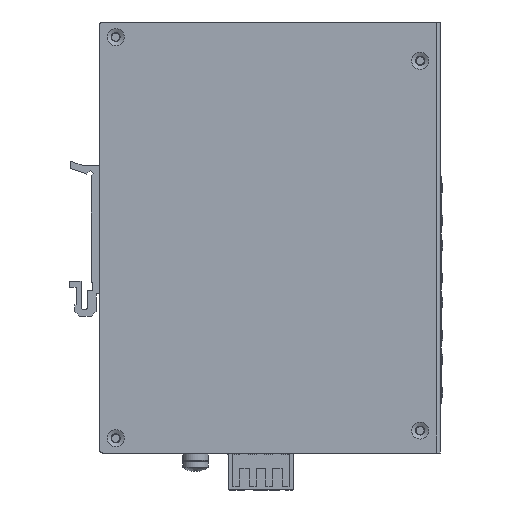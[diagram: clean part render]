
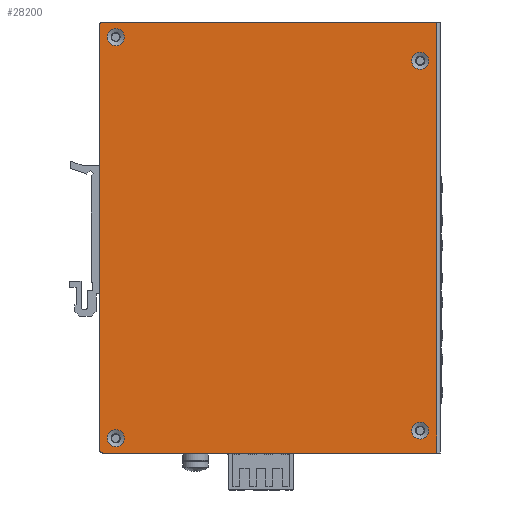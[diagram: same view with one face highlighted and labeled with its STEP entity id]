
A CAD part, front view. The second image highlights one B-rep face of the part: STEP entity #28200.
In plain terms, the highlighted planar face has unit normal (0, -1, 0).
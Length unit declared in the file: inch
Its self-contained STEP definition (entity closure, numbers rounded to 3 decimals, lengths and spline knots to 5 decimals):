
#75 = EDGE_CURVE ( 'NONE', #40851, #37007, #69562, .T. ) ;
#1222 = VECTOR ( 'NONE', #29450, 39.37008 ) ;
#1239 = VERTEX_POINT ( 'NONE', #55182 ) ;
#1266 = VERTEX_POINT ( 'NONE', #5406 ) ;
#1301 = CARTESIAN_POINT ( 'NONE',  ( -2.06299, -0.03937, 0.03937 ) ) ;
#1388 = CARTESIAN_POINT ( 'NONE',  ( -2.06299, -0.03937, 5.27559 ) ) ;
#3263 = AXIS2_PLACEMENT_3D ( 'NONE', #11879, #35987, #58286 ) ;
#3508 = DIRECTION ( 'NONE',  ( 0., -1., 0. ) ) ;
#4056 = ORIENTED_EDGE ( 'NONE', *, *, #12871, .F. ) ;
#4776 = EDGE_LOOP ( 'NONE', ( #53126, #32380, #60746, #24712, #11851, #32099 ) ) ;
#4794 = VERTEX_POINT ( 'NONE', #63175 ) ;
#5288 = FACE_BOUND ( 'NONE', #7009, .T. ) ;
#5378 = DIRECTION ( 'NONE',  ( 0., 0., -1. ) ) ;
#5406 = CARTESIAN_POINT ( 'NONE',  ( -1.8622, -0.03937, 4.99016 ) ) ;
#6030 = EDGE_CURVE ( 'NONE', #1266, #1266, #50974, .T. ) ;
#6476 = EDGE_CURVE ( 'NONE', #41776, #41776, #32850, .T. ) ;
#7009 = EDGE_LOOP ( 'NONE', ( #14513 ) ) ;
#8213 = PLANE ( 'NONE',  #53856 ) ;
#9046 = EDGE_LOOP ( 'NONE', ( #52748 ) ) ;
#9501 = CARTESIAN_POINT ( 'NONE',  ( -1.8622, -0.03937, 0.1811 ) ) ;
#10162 = AXIS2_PLACEMENT_3D ( 'NONE', #12315, #47683, #59211 ) ;
#11083 = VECTOR ( 'NONE', #40258, 39.37008 ) ;
#11851 = ORIENTED_EDGE ( 'NONE', *, *, #40386, .T. ) ;
#11879 = CARTESIAN_POINT ( 'NONE',  ( -1.8622, -0.03937, 5.09449 ) ) ;
#12315 = CARTESIAN_POINT ( 'NONE',  ( -2.02362, -0.03937, 5.23622 ) ) ;
#12871 = EDGE_CURVE ( 'NONE', #4794, #4794, #58185, .T. ) ;
#13245 = DIRECTION ( 'NONE',  ( 0., 0., 1. ) ) ;
#14018 = DIRECTION ( 'NONE',  ( 0., 1., 0. ) ) ;
#14343 = CARTESIAN_POINT ( 'NONE',  ( -2.02362, -0.03937, 5.27559 ) ) ;
#14513 = ORIENTED_EDGE ( 'NONE', *, *, #6030, .F. ) ;
#15225 = FACE_BOUND ( 'NONE', #9046, .T. ) ;
#15809 = CARTESIAN_POINT ( 'NONE',  ( 1.86614, -0.03937, 4.80315 ) ) ;
#17788 = CARTESIAN_POINT ( 'NONE',  ( 1.86614, -0.03937, 4.69882 ) ) ;
#19414 = VECTOR ( 'NONE', #73313, 39.37008 ) ;
#23249 = CARTESIAN_POINT ( 'NONE',  ( -2.06299, -0.03937, 2.6378 ) ) ;
#24712 = ORIENTED_EDGE ( 'NONE', *, *, #47292, .F. ) ;
#26957 = DIRECTION ( 'NONE',  ( 0., 0., -1. ) ) ;
#27024 = AXIS2_PLACEMENT_3D ( 'NONE', #15809, #62457, #39378 ) ;
#27201 = CARTESIAN_POINT ( 'NONE',  ( 0.02362, -0.03937, 0. ) ) ;
#28200 = ADVANCED_FACE ( 'NONE', ( #62828, #5288, #47577, #15225, #28717 ), #8213, .F. ) ;
#28643 = VERTEX_POINT ( 'NONE', #1301 ) ;
#28717 = FACE_BOUND ( 'NONE', #54309, .T. ) ;
#28797 = AXIS2_PLACEMENT_3D ( 'NONE', #9501, #55685, #61468 ) ;
#29450 = DIRECTION ( 'NONE',  ( 1., 0., 0. ) ) ;
#32099 = ORIENTED_EDGE ( 'NONE', *, *, #75, .F. ) ;
#32380 = ORIENTED_EDGE ( 'NONE', *, *, #44758, .F. ) ;
#32850 = CIRCLE ( 'NONE', #27024, 0.10433 ) ;
#35622 = CARTESIAN_POINT ( 'NONE',  ( -2.02362, -0.03937, 0.03937 ) ) ;
#35987 = DIRECTION ( 'NONE',  ( 0., -1., 0. ) ) ;
#36209 = VERTEX_POINT ( 'NONE', #62874 ) ;
#37007 = VERTEX_POINT ( 'NONE', #52847 ) ;
#39378 = DIRECTION ( 'NONE',  ( 0., 0., -1. ) ) ;
#40258 = DIRECTION ( 'NONE',  ( 0., 0., -1. ) ) ;
#40386 = EDGE_CURVE ( 'NONE', #1239, #37007, #48087, .T. ) ;
#40851 = VERTEX_POINT ( 'NONE', #48890 ) ;
#41067 = ORIENTED_EDGE ( 'NONE', *, *, #69385, .F. ) ;
#41656 = DIRECTION ( 'NONE',  ( 0., 0., 1. ) ) ;
#41776 = VERTEX_POINT ( 'NONE', #17788 ) ;
#44758 = EDGE_CURVE ( 'NONE', #52104, #69342, #61505, .T. ) ;
#47292 = EDGE_CURVE ( 'NONE', #1239, #28643, #74271, .T. ) ;
#47577 = FACE_BOUND ( 'NONE', #73506, .T. ) ;
#47683 = DIRECTION ( 'NONE',  ( 0., 1., 0. ) ) ;
#48087 = LINE ( 'NONE', #27201, #19414 ) ;
#48338 = AXIS2_PLACEMENT_3D ( 'NONE', #35622, #64174, #13245 ) ;
#48505 = EDGE_CURVE ( 'NONE', #69342, #40851, #65926, .T. ) ;
#48890 = CARTESIAN_POINT ( 'NONE',  ( 2.06693, -0.03937, 5.27559 ) ) ;
#50974 = CIRCLE ( 'NONE', #3263, 0.10433 ) ;
#52104 = VERTEX_POINT ( 'NONE', #59574 ) ;
#52748 = ORIENTED_EDGE ( 'NONE', *, *, #6476, .F. ) ;
#52847 = CARTESIAN_POINT ( 'NONE',  ( 2.06693, -0.03937, 0. ) ) ;
#53126 = ORIENTED_EDGE ( 'NONE', *, *, #48505, .F. ) ;
#53856 = AXIS2_PLACEMENT_3D ( 'NONE', #1388, #14018, #41656 ) ;
#54309 = EDGE_LOOP ( 'NONE', ( #4056 ) ) ;
#55182 = CARTESIAN_POINT ( 'NONE',  ( -2.02362, -0.03937, 0. ) ) ;
#55685 = DIRECTION ( 'NONE',  ( 0., -1., 0. ) ) ;
#56005 = CARTESIAN_POINT ( 'NONE',  ( 1.86614, -0.03937, 0.27559 ) ) ;
#56357 = CARTESIAN_POINT ( 'NONE',  ( 2.06693, -0.03937, 5.27559 ) ) ;
#58185 = CIRCLE ( 'NONE', #60036, 0.10433 ) ;
#58286 = DIRECTION ( 'NONE',  ( 0., 0., -1. ) ) ;
#58510 = CARTESIAN_POINT ( 'NONE',  ( 0.02362, -0.03937, 5.27559 ) ) ;
#59211 = DIRECTION ( 'NONE',  ( 0., 0., 1. ) ) ;
#59574 = CARTESIAN_POINT ( 'NONE',  ( -2.06299, -0.03937, 5.23622 ) ) ;
#60036 = AXIS2_PLACEMENT_3D ( 'NONE', #56005, #3508, #26957 ) ;
#60746 = ORIENTED_EDGE ( 'NONE', *, *, #65744, .T. ) ;
#61333 = LINE ( 'NONE', #23249, #11083 ) ;
#61468 = DIRECTION ( 'NONE',  ( 0., 0., -1. ) ) ;
#61505 = CIRCLE ( 'NONE', #10162, 0.03937 ) ;
#62457 = DIRECTION ( 'NONE',  ( 0., -1., 0. ) ) ;
#62828 = FACE_OUTER_BOUND ( 'NONE', #4776, .T. ) ;
#62874 = CARTESIAN_POINT ( 'NONE',  ( -1.8622, -0.03937, 0.07677 ) ) ;
#63175 = CARTESIAN_POINT ( 'NONE',  ( 1.86614, -0.03937, 0.17126 ) ) ;
#64174 = DIRECTION ( 'NONE',  ( 0., 1., 0. ) ) ;
#65744 = EDGE_CURVE ( 'NONE', #52104, #28643, #61333, .T. ) ;
#65926 = LINE ( 'NONE', #58510, #1222 ) ;
#67772 = VECTOR ( 'NONE', #5378, 39.37008 ) ;
#69342 = VERTEX_POINT ( 'NONE', #14343 ) ;
#69385 = EDGE_CURVE ( 'NONE', #36209, #36209, #71242, .T. ) ;
#69562 = LINE ( 'NONE', #56357, #67772 ) ;
#71242 = CIRCLE ( 'NONE', #28797, 0.10433 ) ;
#73313 = DIRECTION ( 'NONE',  ( 1., 0., 0. ) ) ;
#73506 = EDGE_LOOP ( 'NONE', ( #41067 ) ) ;
#74271 = CIRCLE ( 'NONE', #48338, 0.03937 ) ;
